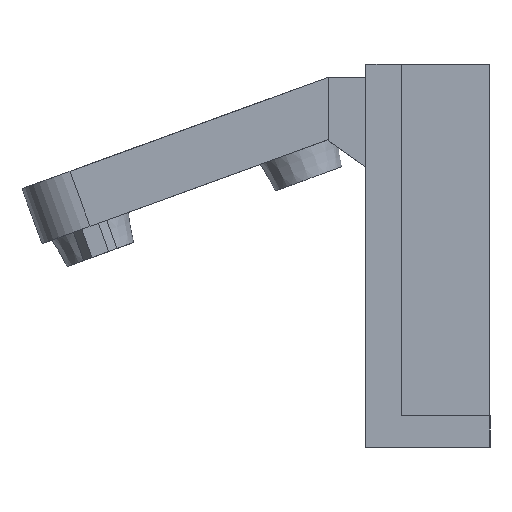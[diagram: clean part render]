
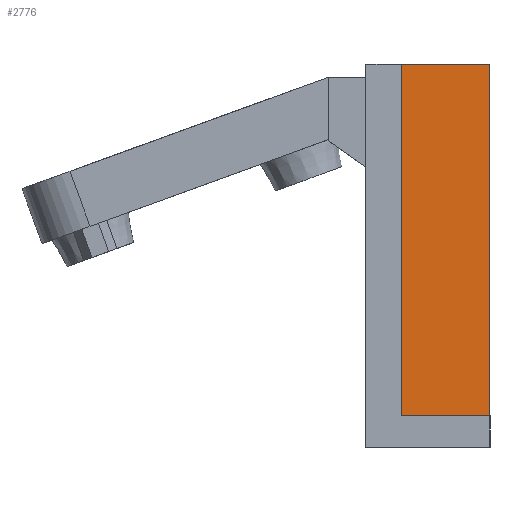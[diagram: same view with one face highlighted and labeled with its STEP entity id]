
A CAD part, left-side view. The second image highlights one B-rep face of the part: STEP entity #2776.
In plain terms, the highlighted planar face has unit normal (-1, 0, 0).
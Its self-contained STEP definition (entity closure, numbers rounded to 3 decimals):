
#162=PLANE('',#2903);
#307=FACE_OUTER_BOUND('',#476,.T.);
#476=EDGE_LOOP('',(#2575,#2576,#2577,#2578));
#599=LINE('',#4690,#874);
#607=LINE('',#4707,#882);
#618=LINE('',#4729,#893);
#737=LINE('',#5017,#1012);
#874=VECTOR('',#3082,10.);
#882=VECTOR('',#3096,10.);
#893=VECTOR('',#3113,10.);
#1012=VECTOR('',#3386,10.);
#1271=VERTEX_POINT('',#4687);
#1272=VERTEX_POINT('',#4689);
#1278=VERTEX_POINT('',#4706);
#1286=VERTEX_POINT('',#4727);
#1605=EDGE_CURVE('',#1271,#1272,#599,.T.);
#1613=EDGE_CURVE('',#1278,#1272,#607,.T.);
#1624=EDGE_CURVE('',#1271,#1286,#618,.T.);
#1767=EDGE_CURVE('',#1286,#1278,#737,.T.);
#2575=ORIENTED_EDGE('',*,*,#1605,.F.);
#2576=ORIENTED_EDGE('',*,*,#1624,.T.);
#2577=ORIENTED_EDGE('',*,*,#1767,.T.);
#2578=ORIENTED_EDGE('',*,*,#1613,.T.);
#2776=ADVANCED_FACE('',(#307),#162,.T.);
#2903=AXIS2_PLACEMENT_3D('',#5055,#3428,#3429);
#3082=DIRECTION('',(0.,0.,-1.));
#3096=DIRECTION('',(0.,-1.,0.));
#3113=DIRECTION('',(0.,1.,0.));
#3386=DIRECTION('',(0.,0.,-1.));
#3428=DIRECTION('center_axis',(-1.,0.,0.));
#3429=DIRECTION('ref_axis',(0.,0.,1.));
#4687=CARTESIAN_POINT('',(-17.3,0.,-38.3));
#4689=CARTESIAN_POINT('',(-17.3,0.,-58.1));
#4690=CARTESIAN_POINT('',(-17.3,0.,-53.5));
#4706=CARTESIAN_POINT('',(-17.3,5.,-58.1));
#4707=CARTESIAN_POINT('',(-17.3,0.,-58.1));
#4727=CARTESIAN_POINT('',(-17.3,5.,-38.3));
#4729=CARTESIAN_POINT('',(-17.3,0.,-38.3));
#5017=CARTESIAN_POINT('',(-17.3,5.,-54.5));
#5055=CARTESIAN_POINT('Origin',(-17.3,0.,-59.9));
